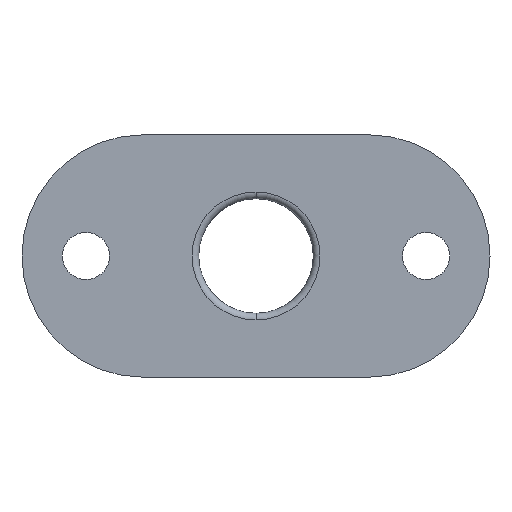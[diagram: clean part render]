
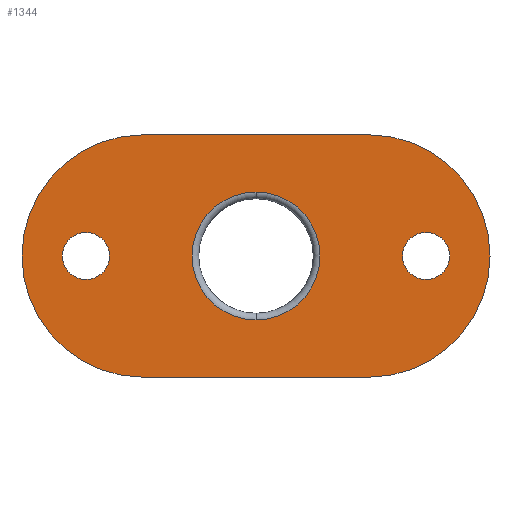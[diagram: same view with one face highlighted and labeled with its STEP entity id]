
A CAD part, front view. The second image highlights one B-rep face of the part: STEP entity #1344.
In plain terms, the highlighted planar face has unit normal (0, -1, 0).
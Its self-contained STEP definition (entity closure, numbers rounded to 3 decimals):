
#5 = CARTESIAN_POINT ( 'NONE',  ( 0., 0., 19. ) ) ;
#59 = DIRECTION ( 'NONE',  ( 0., 0., 1. ) ) ;
#64 = DIRECTION ( 'NONE',  ( 0., 1., 0. ) ) ;
#66 = CARTESIAN_POINT ( 'NONE',  ( 33.5, 0., 0. ) ) ;
#74 = CIRCLE ( 'NONE', #1661, 19. ) ;
#177 = DIRECTION ( 'NONE',  ( 0., 0., 1. ) ) ;
#196 = CIRCLE ( 'NONE', #2619, 7. ) ;
#259 = EDGE_CURVE ( 'NONE', #1615, #1581, #804, .T. ) ;
#274 = CIRCLE ( 'NONE', #2590, 36. ) ;
#293 = CARTESIAN_POINT ( 'NONE',  ( 0., 0., -19. ) ) ;
#315 = DIRECTION ( 'NONE',  ( 0., 0., 1. ) ) ;
#316 = DIRECTION ( 'NONE',  ( 0., 1., 0. ) ) ;
#317 = CARTESIAN_POINT ( 'NONE',  ( -33.5, 0., 0. ) ) ;
#327 = PLANE ( 'NONE',  #2978 ) ;
#335 = CARTESIAN_POINT ( 'NONE',  ( -33.5, 0., -36. ) ) ;
#340 = FACE_BOUND ( 'NONE', #2173, .T. ) ;
#343 = FACE_BOUND ( 'NONE', #1131, .T. ) ;
#350 = FACE_OUTER_BOUND ( 'NONE', #1213, .T. ) ;
#388 = FACE_BOUND ( 'NONE', #1305, .T. ) ;
#430 = DIRECTION ( 'NONE',  ( 0., 0., 1. ) ) ;
#435 = DIRECTION ( 'NONE',  ( 0., 1., 0. ) ) ;
#439 = DIRECTION ( 'NONE',  ( -1., 0., 0. ) ) ;
#446 = CARTESIAN_POINT ( 'NONE',  ( 50.5, 0., 0. ) ) ;
#462 = CARTESIAN_POINT ( 'NONE',  ( 33.5, 0., 36. ) ) ;
#489 = CARTESIAN_POINT ( 'NONE',  ( -33.5, 0., -36. ) ) ;
#606 = AXIS2_PLACEMENT_3D ( 'NONE', #1020, #1007, #933 ) ;
#622 = DIRECTION ( 'NONE',  ( 1., 0., 0. ) ) ;
#651 = DIRECTION ( 'NONE',  ( 0., 1., 0. ) ) ;
#740 = CARTESIAN_POINT ( 'NONE',  ( -33.5, 0., 36. ) ) ;
#804 = CIRCLE ( 'NONE', #606, 7. ) ;
#814 = DIRECTION ( 'NONE',  ( 0., 1., 0. ) ) ;
#896 = VERTEX_POINT ( 'NONE', #3228 ) ;
#916 = CIRCLE ( 'NONE', #2992, 7. ) ;
#920 = VERTEX_POINT ( 'NONE', #2979 ) ;
#933 = DIRECTION ( 'NONE',  ( 0., 0., 1. ) ) ;
#952 = ORIENTED_EDGE ( 'NONE', *, *, #2040, .F. ) ;
#992 = ORIENTED_EDGE ( 'NONE', *, *, #3363, .F. ) ;
#1007 = DIRECTION ( 'NONE',  ( 0., 1., 0. ) ) ;
#1017 = DIRECTION ( 'NONE',  ( 0., 0., 1. ) ) ;
#1020 = CARTESIAN_POINT ( 'NONE',  ( -50.5, 0., 0. ) ) ;
#1131 = EDGE_LOOP ( 'NONE', ( #1533, #1536 ) ) ;
#1179 = VERTEX_POINT ( 'NONE', #489 ) ;
#1183 = ORIENTED_EDGE ( 'NONE', *, *, #1556, .F. ) ;
#1193 = AXIS2_PLACEMENT_3D ( 'NONE', #1736, #1734, #1732 ) ;
#1213 = EDGE_LOOP ( 'NONE', ( #952, #992, #1183, #1222 ) ) ;
#1222 = ORIENTED_EDGE ( 'NONE', *, *, #3460, .F. ) ;
#1237 = VERTEX_POINT ( 'NONE', #462 ) ;
#1305 = EDGE_LOOP ( 'NONE', ( #2021, #3404 ) ) ;
#1326 = CARTESIAN_POINT ( 'NONE',  ( 33.5, 0., 36. ) ) ;
#1344 = ADVANCED_FACE ( 'NONE', ( #388, #350, #343, #340 ), #327, .F. ) ;
#1387 = VERTEX_POINT ( 'NONE', #293 ) ;
#1533 = ORIENTED_EDGE ( 'NONE', *, *, #259, .T. ) ;
#1536 = ORIENTED_EDGE ( 'NONE', *, *, #1596, .T. ) ;
#1556 = EDGE_CURVE ( 'NONE', #1237, #920, #274, .T. ) ;
#1581 = VERTEX_POINT ( 'NONE', #3188 ) ;
#1584 = VERTEX_POINT ( 'NONE', #2952 ) ;
#1596 = EDGE_CURVE ( 'NONE', #1581, #1615, #196, .T. ) ;
#1615 = VERTEX_POINT ( 'NONE', #1920 ) ;
#1661 = AXIS2_PLACEMENT_3D ( 'NONE', #3562, #3554, #3514 ) ;
#1691 = ORIENTED_EDGE ( 'NONE', *, *, #2267, .T. ) ;
#1726 = CIRCLE ( 'NONE', #3220, 7. ) ;
#1727 = ORIENTED_EDGE ( 'NONE', *, *, #2570, .T. ) ;
#1732 = DIRECTION ( 'NONE',  ( 0., 0., 1. ) ) ;
#1733 = EDGE_CURVE ( 'NONE', #1387, #2825, #74, .T. ) ;
#1734 = DIRECTION ( 'NONE',  ( 0., 1., 0. ) ) ;
#1736 = CARTESIAN_POINT ( 'NONE',  ( -33.5, 0., 0. ) ) ;
#1772 = DIRECTION ( 'NONE',  ( 0., 1., 0. ) ) ;
#1920 = CARTESIAN_POINT ( 'NONE',  ( -50.5, 0., -7. ) ) ;
#1921 = AXIS2_PLACEMENT_3D ( 'NONE', #2017, #814, #1017 ) ;
#2017 = CARTESIAN_POINT ( 'NONE',  ( 0., 0., 0. ) ) ;
#2021 = ORIENTED_EDGE ( 'NONE', *, *, #2910, .T. ) ;
#2040 = EDGE_CURVE ( 'NONE', #1179, #3400, #2705, .T. ) ;
#2173 = EDGE_LOOP ( 'NONE', ( #1691, #1727 ) ) ;
#2226 = VECTOR ( 'NONE', #622, 1000. ) ;
#2231 = LINE ( 'NONE', #1326, #2226 ) ;
#2267 = EDGE_CURVE ( 'NONE', #896, #1584, #1726, .T. ) ;
#2332 = DIRECTION ( 'NONE',  ( 0., 0., 1. ) ) ;
#2415 = LINE ( 'NONE', #335, #3449 ) ;
#2433 = CARTESIAN_POINT ( 'NONE',  ( -50.5, 0., 0. ) ) ;
#2570 = EDGE_CURVE ( 'NONE', #1584, #896, #916, .T. ) ;
#2590 = AXIS2_PLACEMENT_3D ( 'NONE', #66, #64, #59 ) ;
#2619 = AXIS2_PLACEMENT_3D ( 'NONE', #2433, #651, #2332 ) ;
#2680 = CARTESIAN_POINT ( 'NONE',  ( 50.5, 0., 0. ) ) ;
#2705 = CIRCLE ( 'NONE', #1193, 36. ) ;
#2825 = VERTEX_POINT ( 'NONE', #5 ) ;
#2910 = EDGE_CURVE ( 'NONE', #2825, #1387, #3371, .T. ) ;
#2952 = CARTESIAN_POINT ( 'NONE',  ( 50.5, 0., 7. ) ) ;
#2978 = AXIS2_PLACEMENT_3D ( 'NONE', #317, #316, #315 ) ;
#2979 = CARTESIAN_POINT ( 'NONE',  ( 33.5, 0., -36. ) ) ;
#2992 = AXIS2_PLACEMENT_3D ( 'NONE', #2680, #1772, #177 ) ;
#3188 = CARTESIAN_POINT ( 'NONE',  ( -50.5, 0., 7. ) ) ;
#3220 = AXIS2_PLACEMENT_3D ( 'NONE', #446, #435, #430 ) ;
#3228 = CARTESIAN_POINT ( 'NONE',  ( 50.5, 0., -7. ) ) ;
#3363 = EDGE_CURVE ( 'NONE', #920, #1179, #2415, .T. ) ;
#3371 = CIRCLE ( 'NONE', #1921, 19. ) ;
#3400 = VERTEX_POINT ( 'NONE', #740 ) ;
#3404 = ORIENTED_EDGE ( 'NONE', *, *, #1733, .T. ) ;
#3449 = VECTOR ( 'NONE', #439, 1000. ) ;
#3460 = EDGE_CURVE ( 'NONE', #3400, #1237, #2231, .T. ) ;
#3514 = DIRECTION ( 'NONE',  ( 0., 0., 1. ) ) ;
#3554 = DIRECTION ( 'NONE',  ( 0., 1., 0. ) ) ;
#3562 = CARTESIAN_POINT ( 'NONE',  ( 0., 0., 0. ) ) ;
